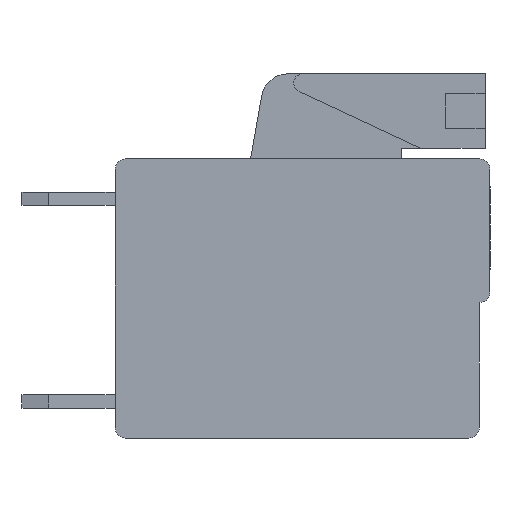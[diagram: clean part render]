
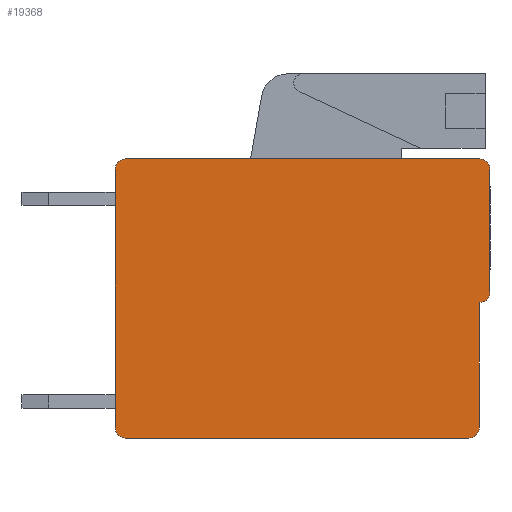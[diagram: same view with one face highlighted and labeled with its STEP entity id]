
A CAD part, front view. The second image highlights one B-rep face of the part: STEP entity #19368.
In plain terms, the highlighted planar face has unit normal (0, -1, 0).
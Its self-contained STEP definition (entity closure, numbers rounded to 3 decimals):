
#335=DIRECTION('',(-1.,0.,0.));
#336=VECTOR('',#335,13.3);
#337=CARTESIAN_POINT('',(13.7,-76.2,
0.));
#338=LINE('',#337,#336);
#3699=DIRECTION('',(0.,0.,1.));
#3700=VECTOR('',#3699,4.6);
#3701=CARTESIAN_POINT('',(14.1,-76.2,-5.));
#3702=LINE('',#3701,#3700);
#4465=DIRECTION('',(0.,0.,1.));
#4466=VECTOR('',#4465,4.7);
#4467=CARTESIAN_POINT('',(13.7,-76.2,-10.1));
#4468=LINE('',#4467,#4466);
#4473=DIRECTION('',(1.,0.,0.));
#4474=VECTOR('',#4473,12.9);
#4475=CARTESIAN_POINT('',(0.4,-76.2,
-10.5));
#4476=LINE('',#4475,#4474);
#5025=DIRECTION('',(0.,0.,-1.));
#5026=VECTOR('',#5025,9.7);
#5027=CARTESIAN_POINT('',(0.,-76.2,
-0.4));
#5028=LINE('',#5027,#5026);
#6717=CARTESIAN_POINT('',(0.4,-76.2,
-10.1));
#6718=DIRECTION('',(0.,1.,0.));
#6719=DIRECTION('',(0.,0.,-1.));
#6720=AXIS2_PLACEMENT_3D('',#6717,#6718,#6719);
#6722=CARTESIAN_POINT('',(0.4,-76.2,
-0.4));
#6723=DIRECTION('',(0.,1.,0.));
#6724=DIRECTION('',(-1.,0.,0.));
#6725=AXIS2_PLACEMENT_3D('',#6722,#6723,#6724);
#6727=CARTESIAN_POINT('',(13.7,-76.2,-0.4));
#6728=DIRECTION('',(0.,1.,0.));
#6729=DIRECTION('',(0.,0.,1.));
#6730=AXIS2_PLACEMENT_3D('',#6727,#6728,#6729);
#6732=CARTESIAN_POINT('',(13.7,-76.2,-5.));
#6733=DIRECTION('',(0.,1.,0.));
#6734=DIRECTION('',(1.,0.,0.));
#6735=AXIS2_PLACEMENT_3D('',#6732,#6733,#6734);
#6737=CARTESIAN_POINT('',(13.3,-76.2,-10.1));
#6738=DIRECTION('',(0.,1.,0.));
#6739=DIRECTION('',(1.,0.,0.));
#6740=AXIS2_PLACEMENT_3D('',#6737,#6738,#6739);
#9085=CARTESIAN_POINT('',(13.7,-76.2,
0.));
#9086=CARTESIAN_POINT('',(0.4,-76.2,
0.));
#9087=VERTEX_POINT('',#9085);
#9088=VERTEX_POINT('',#9086);
#9089=CARTESIAN_POINT('',(0.,-76.2,
-0.4));
#9090=CARTESIAN_POINT('',(0.,-76.2,
-10.1));
#9091=VERTEX_POINT('',#9089);
#9092=VERTEX_POINT('',#9090);
#9109=CARTESIAN_POINT('',(0.4,-76.2,
-10.5));
#9110=VERTEX_POINT('',#9109);
#9111=CARTESIAN_POINT('',(14.1,-76.2,-0.4));
#9112=VERTEX_POINT('',#9111);
#9113=CARTESIAN_POINT('',(14.1,-76.2,-5.));
#9114=VERTEX_POINT('',#9113);
#9115=CARTESIAN_POINT('',(13.7,-76.2,-5.4));
#9116=VERTEX_POINT('',#9115);
#9117=CARTESIAN_POINT('',(13.7,-76.2,-10.1));
#9118=VERTEX_POINT('',#9117);
#9119=CARTESIAN_POINT('',(13.3,-76.2,
-10.5));
#9120=VERTEX_POINT('',#9119);
#19351=CARTESIAN_POINT('',(7.05,-76.2,-5.25));
#19352=DIRECTION('',(0.,1.,0.));
#19353=DIRECTION('',(1.,0.,0.));
#19354=AXIS2_PLACEMENT_3D('',#19351,#19352,#19353);
#19355=PLANE('',#19354);
#19356=ORIENTED_EDGE('',*,*,#15939,.T.);
#19357=ORIENTED_EDGE('',*,*,#15969,.F.);
#19358=ORIENTED_EDGE('',*,*,#19343,.T.);
#19359=ORIENTED_EDGE('',*,*,#9365,.F.);
#19360=ORIENTED_EDGE('',*,*,#13989,.T.);
#19361=ORIENTED_EDGE('',*,*,#14004,.F.);
#19362=ORIENTED_EDGE('',*,*,#15849,.T.);
#19363=ORIENTED_EDGE('',*,*,#15864,.F.);
#19364=ORIENTED_EDGE('',*,*,#15879,.T.);
#19365=ORIENTED_EDGE('',*,*,#15896,.F.);
#19366=EDGE_LOOP('',(#19356,#19357,#19358,#19359,#19360,#19361,#19362,#19363,
#19364,#19365));
#19367=FACE_OUTER_BOUND('',#19366,.F.);
#6721=CIRCLE('',#6720,0.4);
#6726=CIRCLE('',#6725,0.4);
#6731=CIRCLE('',#6730,0.4);
#6736=CIRCLE('',#6735,0.4);
#6741=CIRCLE('',#6740,0.4);
#9365=EDGE_CURVE('',#9087,#9088,#338,.T.);
#13989=EDGE_CURVE('',#9087,#9112,#6731,.T.);
#14004=EDGE_CURVE('',#9114,#9112,#3702,.T.);
#15849=EDGE_CURVE('',#9114,#9116,#6736,.T.);
#15864=EDGE_CURVE('',#9118,#9116,#4468,.T.);
#15879=EDGE_CURVE('',#9118,#9120,#6741,.T.);
#15896=EDGE_CURVE('',#9110,#9120,#4476,.T.);
#15939=EDGE_CURVE('',#9110,#9092,#6721,.T.);
#15969=EDGE_CURVE('',#9091,#9092,#5028,.T.);
#19343=EDGE_CURVE('',#9091,#9088,#6726,.T.);
#19368=ADVANCED_FACE('',(#19367),#19355,.F.);
